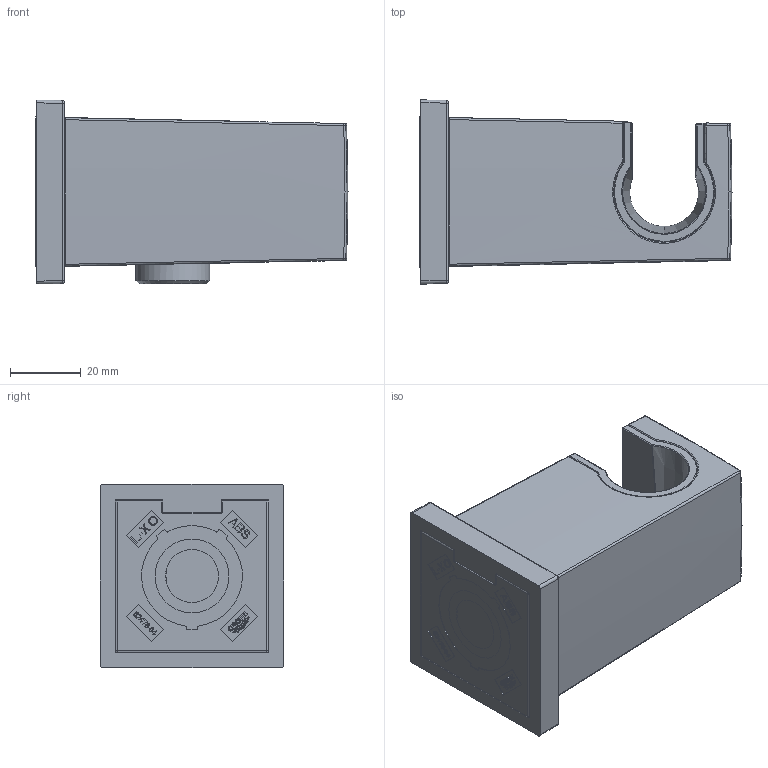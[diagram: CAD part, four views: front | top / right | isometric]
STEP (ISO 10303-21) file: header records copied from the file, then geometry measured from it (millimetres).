
FILE_DESCRIPTION(/* description */ ('Unknown'),/* implementation_level */ '2;1');
FILE_NAME(/* name */ '26370000',/* time_stamp */ '2022-09-09T09:35:01+02:00',/* author */ ('Unknown'),/* organization */ ('GROHE AG'),/* preprocessor_version */ 'ST-DEVELOPER v16.7',/* originating_system */ 'DEX',/* authorisation */ $);
FILE_SCHEMA (('AUTOMOTIVE_DESIGN {1 0 10303 214 3 1 1}'));
Length unit declared in the file: millimetre
Products named in the file (5): 26370000; 62475-02-00; 62476-04-00; 62884-01-00; 62884-02-00
Assembly tree (4 placements, depth 2):
  26370000
    62475-02-00
    62476-04-00
    62884-01-00
    62884-02-00
Bounding box: 88.23 x 51.99 x 52 mm (x, y, z)
Surface area: 26526.3 mm2 (no closed solid volume)
Topology: 0 solids, 7 shells, 385 faces, 1738 edges, 1338 vertices
Faces by surface type: plane 202, bspline 89, cylinder 70, sphere 13, cone 7, torus 4
Full cylindrical faces by diameter (mm): 2 x1, 2.5 x1, 20.9 x1
Entity records: 23905 total; most frequent: CARTESIAN_POINT 8646, ORIENTED_EDGE 2524, DIRECTION 2311, EDGE_CURVE 1729, VERTEX_POINT 1334, LINE 1269, VECTOR 1269, AXIS2_PLACEMENT_3D 521
